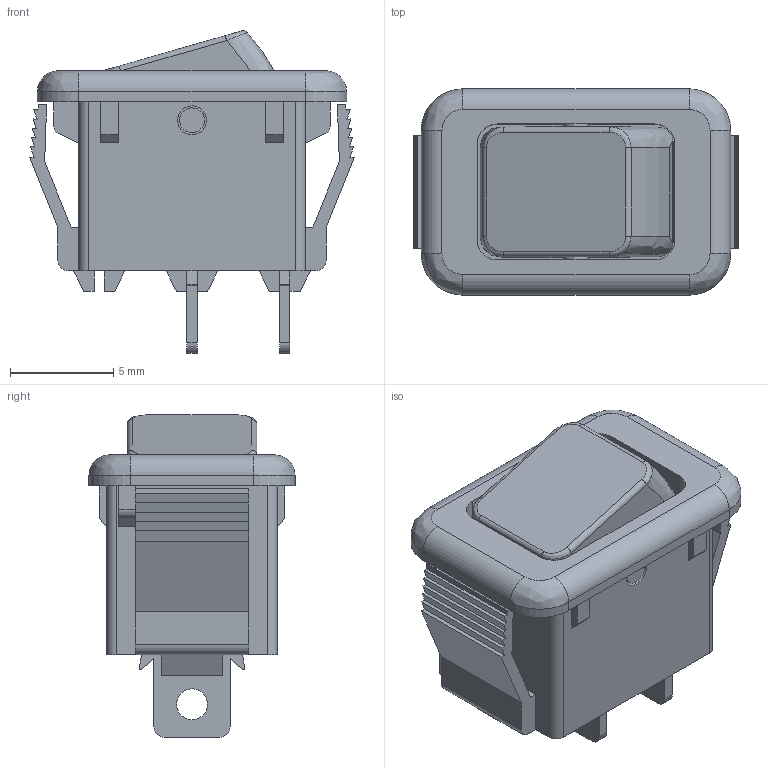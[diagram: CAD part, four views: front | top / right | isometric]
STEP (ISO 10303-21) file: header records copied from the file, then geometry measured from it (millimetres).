
FILE_DESCRIPTION (( 'STEP AP214' ), '1' );
FILE_NAME ('User Library-MR5110F5BB.STEP', '2023-05-31T08:19:22', ( '' ), ( '' ), 'SwSTEP 2.0', 'SolidWorks 2022', '' );
FILE_SCHEMA (( 'AUTOMOTIVE_DESIGN' ));
Length unit declared in the file: millimetre
Products named in the file (7): Assembly1; Assembly2; Faston; User Library-MR5110F5BB; Part9; Part1; Imported
Assembly tree (7 placements, depth 3):
  User Library-MR5110F5BB
    Assembly1
      Part9
    Assembly2
      Faston
      Part1
      Imported  x2
Bounding box: 15.75 x 10 x 15.64 mm (x, y, z)
Volume: 767.5 mm3; surface area: 1574.2 mm2
Topology: 6 solids, 6 shells, 212 faces, 556 edges, 364 vertices
Faces by surface type: plane 148, cylinder 52, bspline 12
Entity records: 6806 total; most frequent: CARTESIAN_POINT 1904, ORIENTED_EDGE 986, DIRECTION 941, EDGE_CURVE 493, VECTOR 367, LINE 367, VERTEX_POINT 322, AXIS2_PLACEMENT_3D 287
